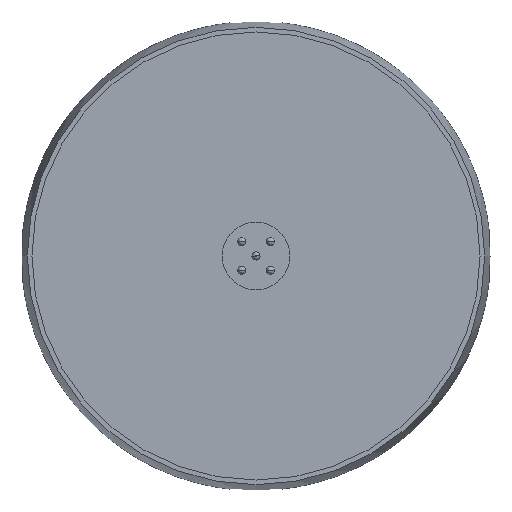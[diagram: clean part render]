
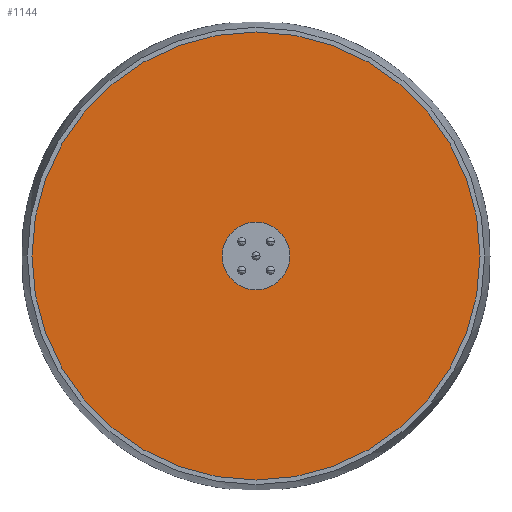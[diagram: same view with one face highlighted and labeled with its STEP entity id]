
A CAD part, front view. The second image highlights one B-rep face of the part: STEP entity #1144.
In plain terms, the highlighted planar face has unit normal (0, -1, 0).
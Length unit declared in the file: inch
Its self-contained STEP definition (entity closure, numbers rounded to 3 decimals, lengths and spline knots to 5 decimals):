
#368=CARTESIAN_POINT('',(0.,0.,0.));
#369=DIRECTION('',(0.,1.,0.));
#370=DIRECTION('',(1.,0.,0.));
#371=AXIS2_PLACEMENT_3D('',#368,#369,#370);
#373=CARTESIAN_POINT('',(0.,0.,0.));
#374=DIRECTION('',(0.,1.,0.));
#375=DIRECTION('',(-1.,0.,0.));
#376=AXIS2_PLACEMENT_3D('',#373,#374,#375);
#378=CARTESIAN_POINT('',(1.0875,0.,0.));
#379=CARTESIAN_POINT('',(-1.0875,0.,0.));
#380=VERTEX_POINT('',#378);
#381=VERTEX_POINT('',#379);
#1135=CARTESIAN_POINT('',(0.,0.,0.));
#1136=DIRECTION('',(0.,1.,0.));
#1137=DIRECTION('',(1.,0.,0.));
#1138=AXIS2_PLACEMENT_3D('',#1135,#1136,#1137);
#1139=PLANE('',#1138);
#1140=ORIENTED_EDGE('',*,*,#1114,.T.);
#1141=ORIENTED_EDGE('',*,*,#1130,.T.);
#1142=EDGE_LOOP('',(#1140,#1141));
#1143=FACE_OUTER_BOUND('',#1142,.F.);
#1144=ADVANCED_FACE('',(#1143),#1139,.F.);
#372=CIRCLE('',#371,1.0875);
#377=CIRCLE('',#376,1.0875);
#1114=EDGE_CURVE('',#380,#381,#372,.T.);
#1130=EDGE_CURVE('',#381,#380,#377,.T.);
